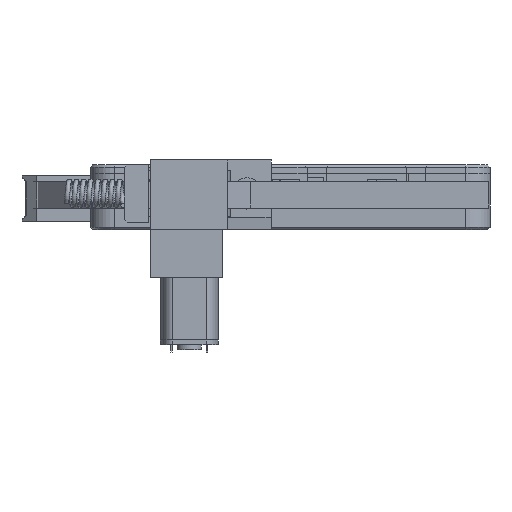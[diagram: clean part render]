
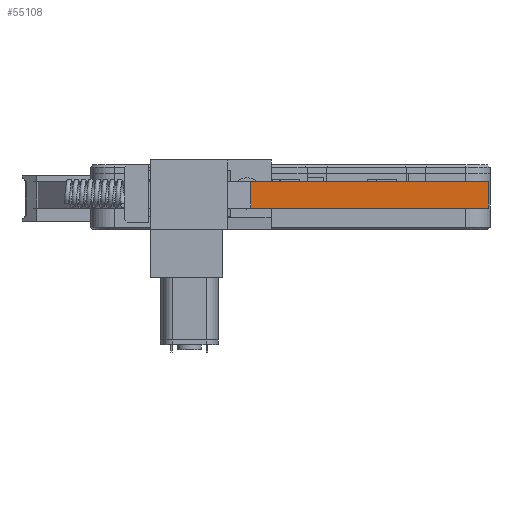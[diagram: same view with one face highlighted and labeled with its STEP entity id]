
A CAD part, left-side view. The second image highlights one B-rep face of the part: STEP entity #55108.
In plain terms, the highlighted planar face has unit normal (-1, 0, 0).
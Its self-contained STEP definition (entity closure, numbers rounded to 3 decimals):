
#2037 = VERTEX_POINT ( 'NONE', #45492 ) ;
#2318 = VECTOR ( 'NONE', #21671, 1000. ) ;
#8878 = CARTESIAN_POINT ( 'NONE',  ( -118.404, 13.197, 10.1 ) ) ;
#10388 = DIRECTION ( 'NONE',  ( 0., 0., -1. ) ) ;
#12682 = CARTESIAN_POINT ( 'NONE',  ( -118.404, -36.126, 4.5 ) ) ;
#13184 = VERTEX_POINT ( 'NONE', #30912 ) ;
#14206 = VECTOR ( 'NONE', #27218, 1000. ) ;
#14419 = DIRECTION ( 'NONE',  ( 0., 0., -1. ) ) ;
#17507 = FACE_OUTER_BOUND ( 'NONE', #66408, .T. ) ;
#20187 = LINE ( 'NONE', #76446, #2318 ) ;
#21671 = DIRECTION ( 'NONE',  ( 0., -1., 0. ) ) ;
#24355 = LINE ( 'NONE', #54692, #47477 ) ;
#27218 = DIRECTION ( 'NONE',  ( 0., 0., -1. ) ) ;
#27724 = LINE ( 'NONE', #8878, #45596 ) ;
#27861 = LINE ( 'NONE', #67250, #14206 ) ;
#29160 = DIRECTION ( 'NONE',  ( 0., -1., 0. ) ) ;
#29270 = VERTEX_POINT ( 'NONE', #85118 ) ;
#29493 = DIRECTION ( 'NONE',  ( 1., 0., 0. ) ) ;
#30369 = PLANE ( 'NONE',  #72813 ) ;
#30912 = CARTESIAN_POINT ( 'NONE',  ( -118.404, 13.194, 4.5 ) ) ;
#32245 = ORIENTED_EDGE ( 'NONE', *, *, #42860, .F. ) ;
#34449 = EDGE_CURVE ( 'NONE', #2037, #29270, #27724, .T. ) ;
#39675 = EDGE_CURVE ( 'NONE', #2037, #13184, #27861, .T. ) ;
#42606 = EDGE_CURVE ( 'NONE', #13184, #76731, #20187, .T. ) ;
#42860 = EDGE_CURVE ( 'NONE', #29270, #76731, #24355, .T. ) ;
#45492 = CARTESIAN_POINT ( 'NONE',  ( -118.404, 13.194, 10.1 ) ) ;
#45596 = VECTOR ( 'NONE', #29160, 1000. ) ;
#47477 = VECTOR ( 'NONE', #14419, 1000. ) ;
#51855 = ORIENTED_EDGE ( 'NONE', *, *, #34449, .F. ) ;
#54692 = CARTESIAN_POINT ( 'NONE',  ( -118.404, -36.126, 198.708 ) ) ;
#55108 = ADVANCED_FACE ( 'NONE', ( #17507 ), #30369, .F. ) ;
#62860 = ORIENTED_EDGE ( 'NONE', *, *, #42606, .T. ) ;
#66408 = EDGE_LOOP ( 'NONE', ( #51855, #82046, #62860, #32245 ) ) ;
#67250 = CARTESIAN_POINT ( 'NONE',  ( -118.404, 13.194, 198.708 ) ) ;
#70966 = CARTESIAN_POINT ( 'NONE',  ( -118.404, 13.197, 198.708 ) ) ;
#72813 = AXIS2_PLACEMENT_3D ( 'NONE', #70966, #29493, #10388 ) ;
#76446 = CARTESIAN_POINT ( 'NONE',  ( -118.404, 13.197, 4.5 ) ) ;
#76731 = VERTEX_POINT ( 'NONE', #12682 ) ;
#82046 = ORIENTED_EDGE ( 'NONE', *, *, #39675, .T. ) ;
#85118 = CARTESIAN_POINT ( 'NONE',  ( -118.404, -36.126, 10.1 ) ) ;
